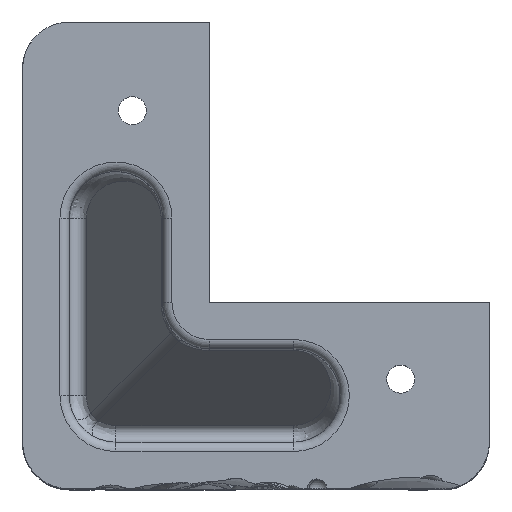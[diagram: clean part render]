
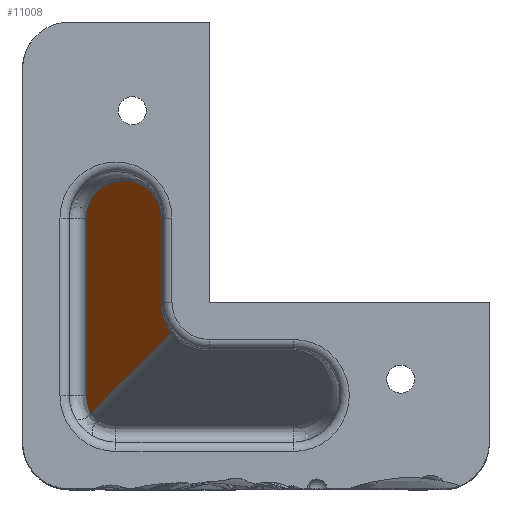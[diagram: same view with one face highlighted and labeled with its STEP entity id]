
A CAD part, top view. The second image highlights one B-rep face of the part: STEP entity #11008.
In plain terms, the highlighted planar face has unit normal (-0.835, 0, 0.551).
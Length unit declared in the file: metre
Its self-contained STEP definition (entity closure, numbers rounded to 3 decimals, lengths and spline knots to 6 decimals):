
#404=ELLIPSE('',#11928,0.007262,0.004);
#405=ELLIPSE('',#11929,0.010892,0.006);
#406=ELLIPSE('',#11930,0.007262,0.004);
#629=LINE('',#18166,#1220);
#630=LINE('',#18170,#1221);
#631=LINE('',#18174,#1222);
#1220=VECTOR('',#13914,1.);
#1221=VECTOR('',#13917,1.);
#1222=VECTOR('',#13920,1.);
#2115=ORIENTED_EDGE('',*,*,#5574,.T.);
#2116=ORIENTED_EDGE('',*,*,#5575,.T.);
#2117=ORIENTED_EDGE('',*,*,#5576,.T.);
#2118=ORIENTED_EDGE('',*,*,#5577,.T.);
#2119=ORIENTED_EDGE('',*,*,#5578,.T.);
#2120=ORIENTED_EDGE('',*,*,#5579,.T.);
#5574=EDGE_CURVE('',#7294,#7295,#404,.F.);
#5575=EDGE_CURVE('',#7295,#7296,#629,.F.);
#5576=EDGE_CURVE('',#7296,#7297,#405,.T.);
#5577=EDGE_CURVE('',#7297,#7298,#630,.F.);
#5578=EDGE_CURVE('',#7298,#7299,#406,.F.);
#5579=EDGE_CURVE('',#7299,#7294,#631,.F.);
#7294=VERTEX_POINT('',#18164);
#7295=VERTEX_POINT('',#18165);
#7296=VERTEX_POINT('',#18167);
#7297=VERTEX_POINT('',#18169);
#7298=VERTEX_POINT('',#18171);
#7299=VERTEX_POINT('',#18173);
#9235=EDGE_LOOP('',(#2115,#2116,#2117,#2118,#2119,#2120));
#10018=FACE_BOUND('',#9235,.T.);
#10781=PLANE('',#11927);
#11008=ADVANCED_FACE('',(#10018),#10781,.F.);
#11927=AXIS2_PLACEMENT_3D('',#18162,#13910,#13911);
#11928=AXIS2_PLACEMENT_3D('',#18163,#13912,#13913);
#11929=AXIS2_PLACEMENT_3D('',#18168,#13915,#13916);
#11930=AXIS2_PLACEMENT_3D('',#18172,#13918,#13919);
#13910=DIRECTION('',(0.835,0.,-0.551));
#13911=DIRECTION('',(0.,1.,0.));
#13912=DIRECTION('',(0.835,0.,-0.551));
#13913=DIRECTION('',(-0.551,0.,-0.835));
#13914=DIRECTION('',(-0.482,-0.482,-0.731));
#13915=DIRECTION('',(0.835,0.,-0.551));
#13916=DIRECTION('',(0.551,0.,0.835));
#13917=DIRECTION('',(0.,-1.,0.));
#13918=DIRECTION('',(0.835,0.,-0.551));
#13919=DIRECTION('',(-0.551,0.,-0.835));
#13920=DIRECTION('',(0.,1.,0.));
#18162=CARTESIAN_POINT('',(0.0035,0.025,0.0465));
#18163=CARTESIAN_POINT('',(0.010835,0.01,0.057613));
#18164=CARTESIAN_POINT('',(0.006835,0.01,0.051552));
#18165=CARTESIAN_POINT('',(0.007298,0.008132,0.052254));
#18166=CARTESIAN_POINT('',(0.008311,0.009145,0.053789));
#18167=CARTESIAN_POINT('',(0.01584,0.016675,0.065197));
#18168=CARTESIAN_POINT('',(0.020835,0.02,0.072765));
#18169=CARTESIAN_POINT('',(0.014835,0.02,0.063674));
#18170=CARTESIAN_POINT('',(0.014835,0.025,0.063674));
#18171=CARTESIAN_POINT('',(0.014835,0.029,0.063674));
#18172=CARTESIAN_POINT('',(0.010835,0.029,0.057613));
#18173=CARTESIAN_POINT('',(0.006835,0.029,0.051552));
#18174=CARTESIAN_POINT('',(0.006835,0.025,0.051552));
